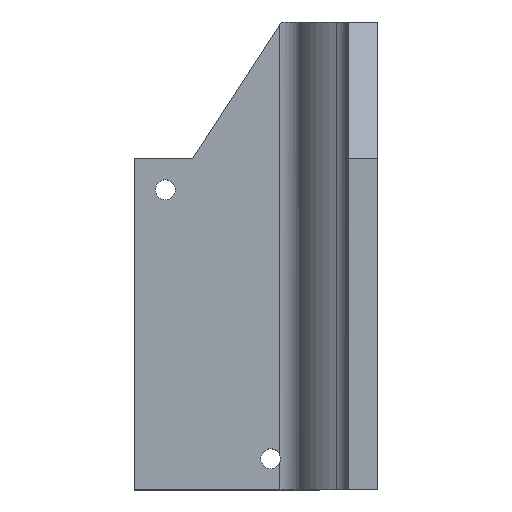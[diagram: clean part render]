
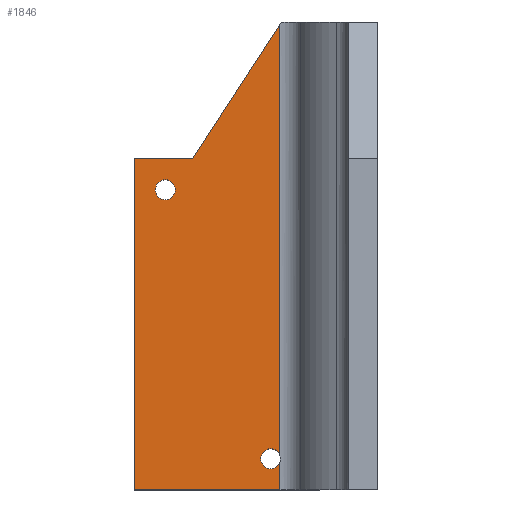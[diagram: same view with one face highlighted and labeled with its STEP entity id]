
A CAD part, top view. The second image highlights one B-rep face of the part: STEP entity #1846.
In plain terms, the highlighted planar face has unit normal (0, 0, 1).
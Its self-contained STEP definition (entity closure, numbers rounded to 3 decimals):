
#233=CARTESIAN_POINT('Vertex',(-31.877,18.367,-9.525)) ;
#236=CARTESIAN_POINT('Line Origine',(-31.877,-59.556,-9.525)) ;
#240=CARTESIAN_POINT('Vertex',(-31.877,-122.096,-9.525)) ;
#249=CARTESIAN_POINT('Vertex',(-31.877,-124.284,-9.525)) ;
#252=CARTESIAN_POINT('Line Origine',(-31.877,-59.556,-9.525)) ;
#256=CARTESIAN_POINT('Vertex',(-31.877,-133.35,-9.525)) ;
#404=CARTESIAN_POINT('Line Origine',(-55.626,-133.35,-9.525)) ;
#408=CARTESIAN_POINT('Vertex',(-79.375,-133.35,-9.525)) ;
#1305=CARTESIAN_POINT('Vertex',(-79.375,-25.4,-9.525)) ;
#1308=CARTESIAN_POINT('Line Origine',(-69.85,-25.4,-9.525)) ;
#1312=CARTESIAN_POINT('Vertex',(-60.325,-25.4,-9.525)) ;
#1344=CARTESIAN_POINT('Line Origine',(-79.375,-79.375,-9.525)) ;
#1780=CARTESIAN_POINT('Line Origine',(-46.101,-3.517,-9.525)) ;
#1793=CARTESIAN_POINT('Axis2P3D Location',(-39.688,-63.5,-9.525)) ;
#1798=CARTESIAN_POINT('Axis2P3D Location',(-34.925,-123.19,-9.525)) ;
#1802=CARTESIAN_POINT('Vertex',(-34.925,-126.429,-9.525)) ;
#1805=CARTESIAN_POINT('Axis2P3D Location',(-34.925,-123.19,-9.525)) ;
#1809=CARTESIAN_POINT('Vertex',(-34.925,-119.952,-9.525)) ;
#1812=CARTESIAN_POINT('Axis2P3D Location',(-34.925,-123.19,-9.525)) ;
#1828=CARTESIAN_POINT('Axis2P3D Location',(-69.215,-35.56,-9.525)) ;
#1832=CARTESIAN_POINT('Vertex',(-69.215,-32.322,-9.525)) ;
#1834=CARTESIAN_POINT('Vertex',(-69.215,-38.799,-9.525)) ;
#1837=CARTESIAN_POINT('Axis2P3D Location',(-69.215,-35.56,-9.525)) ;
#238=VECTOR('Line Direction',#237,1.) ;
#254=VECTOR('Line Direction',#253,1.) ;
#406=VECTOR('Line Direction',#405,1.) ;
#1310=VECTOR('Line Direction',#1309,1.) ;
#1346=VECTOR('Line Direction',#1345,1.) ;
#1782=VECTOR('Line Direction',#1781,1.) ;
#237=DIRECTION('Vector Direction',(0.,1.,0.)) ;
#253=DIRECTION('Vector Direction',(0.,1.,0.)) ;
#405=DIRECTION('Vector Direction',(-1.,0.,0.)) ;
#1309=DIRECTION('Vector Direction',(-1.,0.,0.)) ;
#1345=DIRECTION('Vector Direction',(0.,1.,0.)) ;
#1781=DIRECTION('Vector Direction',(-0.545,-0.838,0.)) ;
#1794=DIRECTION('Axis2P3D Direction',(0.,0.,1.)) ;
#1795=DIRECTION('Axis2P3D XDirection',(-0.545,-0.838,0.)) ;
#1799=DIRECTION('Axis2P3D Direction',(0.,0.,1.)) ;
#1806=DIRECTION('Axis2P3D Direction',(0.,0.,1.)) ;
#1813=DIRECTION('Axis2P3D Direction',(0.,0.,1.)) ;
#1829=DIRECTION('Axis2P3D Direction',(0.,0.,1.)) ;
#1838=DIRECTION('Axis2P3D Direction',(0.,0.,1.)) ;
#1796=AXIS2_PLACEMENT_3D('Plane Axis2P3D',#1793,#1794,#1795) ;
#1800=AXIS2_PLACEMENT_3D('Circle Axis2P3D',#1798,#1799,$) ;
#1807=AXIS2_PLACEMENT_3D('Circle Axis2P3D',#1805,#1806,$) ;
#1814=AXIS2_PLACEMENT_3D('Circle Axis2P3D',#1812,#1813,$) ;
#1830=AXIS2_PLACEMENT_3D('Circle Axis2P3D',#1828,#1829,$) ;
#1839=AXIS2_PLACEMENT_3D('Circle Axis2P3D',#1837,#1838,$) ;
#239=LINE('Line',#236,#238) ;
#255=LINE('Line',#252,#254) ;
#407=LINE('Line',#404,#406) ;
#1311=LINE('Line',#1308,#1310) ;
#1347=LINE('Line',#1344,#1346) ;
#1783=LINE('Line',#1780,#1782) ;
#1801=CIRCLE('generated circle',#1800,3.239) ;
#1808=CIRCLE('generated circle',#1807,3.239) ;
#1815=CIRCLE('generated circle',#1814,3.239) ;
#1831=CIRCLE('generated circle',#1830,3.239) ;
#1840=CIRCLE('generated circle',#1839,3.239) ;
#1797=PLANE('',#1796) ;
#1845=FACE_BOUND('',#1842,.T.) ;
#242=EDGE_CURVE('',#234,#241,#239,.F.) ;
#258=EDGE_CURVE('',#250,#257,#255,.F.) ;
#410=EDGE_CURVE('',#257,#409,#407,.T.) ;
#1314=EDGE_CURVE('',#1313,#1306,#1311,.T.) ;
#1348=EDGE_CURVE('',#1306,#409,#1347,.F.) ;
#1784=EDGE_CURVE('',#234,#1313,#1783,.T.) ;
#1804=EDGE_CURVE('',#1803,#250,#1801,.T.) ;
#1811=EDGE_CURVE('',#1810,#1803,#1808,.T.) ;
#1816=EDGE_CURVE('',#241,#1810,#1815,.T.) ;
#1836=EDGE_CURVE('',#1833,#1835,#1831,.T.) ;
#1841=EDGE_CURVE('',#1835,#1833,#1840,.T.) ;
#1818=ORIENTED_EDGE('',*,*,#1784,.T.) ;
#1819=ORIENTED_EDGE('',*,*,#1314,.T.) ;
#1820=ORIENTED_EDGE('',*,*,#1348,.T.) ;
#1821=ORIENTED_EDGE('',*,*,#410,.F.) ;
#1822=ORIENTED_EDGE('',*,*,#258,.F.) ;
#1823=ORIENTED_EDGE('',*,*,#1804,.F.) ;
#1824=ORIENTED_EDGE('',*,*,#1811,.F.) ;
#1825=ORIENTED_EDGE('',*,*,#1816,.F.) ;
#1826=ORIENTED_EDGE('',*,*,#242,.F.) ;
#1843=ORIENTED_EDGE('',*,*,#1836,.F.) ;
#1844=ORIENTED_EDGE('',*,*,#1841,.F.) ;
#1817=EDGE_LOOP('',(#1818,#1819,#1820,#1821,#1822,#1823,#1824,#1825,#1826)) ;
#1842=EDGE_LOOP('',(#1843,#1844)) ;
#234=VERTEX_POINT('',#233) ;
#241=VERTEX_POINT('',#240) ;
#250=VERTEX_POINT('',#249) ;
#257=VERTEX_POINT('',#256) ;
#409=VERTEX_POINT('',#408) ;
#1306=VERTEX_POINT('',#1305) ;
#1313=VERTEX_POINT('',#1312) ;
#1803=VERTEX_POINT('',#1802) ;
#1810=VERTEX_POINT('',#1809) ;
#1833=VERTEX_POINT('',#1832) ;
#1835=VERTEX_POINT('',#1834) ;
#1846=ADVANCED_FACE('PartBody',(#1827,#1845),#1797,.T.) ;
#1827=FACE_OUTER_BOUND('',#1817,.T.) ;
